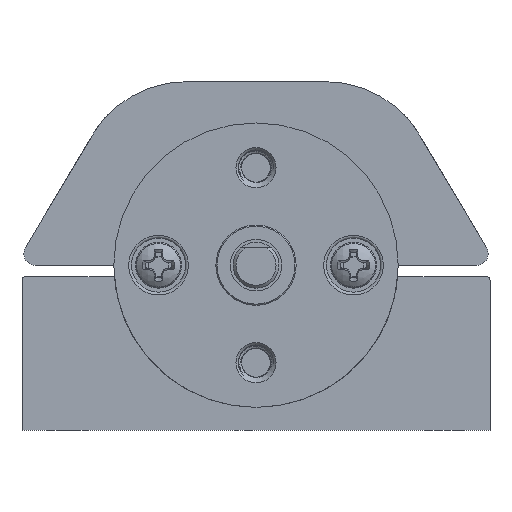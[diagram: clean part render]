
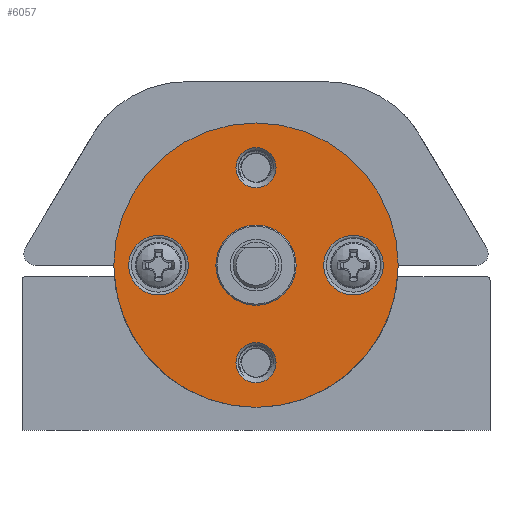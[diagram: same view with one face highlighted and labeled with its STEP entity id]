
A CAD part, front view. The second image highlights one B-rep face of the part: STEP entity #6057.
In plain terms, the highlighted face is planar.
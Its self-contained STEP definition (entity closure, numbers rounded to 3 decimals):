
#569=FACE_BOUND('',#1978,.T.);
#570=FACE_BOUND('',#1979,.T.);
#571=FACE_BOUND('',#1980,.T.);
#572=FACE_BOUND('',#1981,.T.);
#573=FACE_BOUND('',#1982,.T.);
#619=PLANE('',#6451);
#1652=FACE_OUTER_BOUND('',#1977,.T.);
#1977=EDGE_LOOP('',(#4506));
#1978=EDGE_LOOP('',(#4507));
#1979=EDGE_LOOP('',(#4508));
#1980=EDGE_LOOP('',(#4509));
#1981=EDGE_LOOP('',(#4510));
#1982=EDGE_LOOP('',(#4511));
#2264=CIRCLE('',#6447,2.6);
#2268=CIRCLE('',#6452,12.4);
#2269=CIRCLE('',#6453,2.6);
#2270=CIRCLE('',#6454,1.75);
#2271=CIRCLE('',#6455,1.75);
#2272=CIRCLE('',#6456,3.5);
#2665=VERTEX_POINT('',#24851);
#2668=VERTEX_POINT('',#24859);
#2669=VERTEX_POINT('',#24861);
#2670=VERTEX_POINT('',#24863);
#2671=VERTEX_POINT('',#24865);
#2672=VERTEX_POINT('',#24867);
#3419=EDGE_CURVE('',#2665,#2665,#2264,.T.);
#3423=EDGE_CURVE('',#2668,#2668,#2268,.T.);
#3424=EDGE_CURVE('',#2669,#2669,#2269,.T.);
#3425=EDGE_CURVE('',#2670,#2670,#2270,.T.);
#3426=EDGE_CURVE('',#2671,#2671,#2271,.T.);
#3427=EDGE_CURVE('',#2672,#2672,#2272,.T.);
#4506=ORIENTED_EDGE('',*,*,#3423,.T.);
#4507=ORIENTED_EDGE('',*,*,#3424,.F.);
#4508=ORIENTED_EDGE('',*,*,#3425,.T.);
#4509=ORIENTED_EDGE('',*,*,#3426,.T.);
#4510=ORIENTED_EDGE('',*,*,#3427,.F.);
#4511=ORIENTED_EDGE('',*,*,#3419,.F.);
#6057=ADVANCED_FACE('',(#1652,#569,#570,#571,#572,#573),#619,.T.);
#6447=AXIS2_PLACEMENT_3D('',#24852,#7152,#7153);
#6451=AXIS2_PLACEMENT_3D('',#24858,#7160,#7161);
#6452=AXIS2_PLACEMENT_3D('',#24860,#7162,#7163);
#6453=AXIS2_PLACEMENT_3D('',#24862,#7164,#7165);
#6454=AXIS2_PLACEMENT_3D('',#24864,#7166,#7167);
#6455=AXIS2_PLACEMENT_3D('',#24866,#7168,#7169);
#6456=AXIS2_PLACEMENT_3D('',#24868,#7170,#7171);
#7152=DIRECTION('center_axis',(0.,1.,0.));
#7153=DIRECTION('ref_axis',(0.,0.,-1.));
#7160=DIRECTION('center_axis',(0.,1.,0.));
#7161=DIRECTION('ref_axis',(0.,0.,1.));
#7162=DIRECTION('center_axis',(0.,1.,0.));
#7163=DIRECTION('ref_axis',(1.,0.,0.));
#7164=DIRECTION('center_axis',(0.,1.,0.));
#7165=DIRECTION('ref_axis',(0.,0.,-1.));
#7166=DIRECTION('center_axis',(0.,-1.,0.));
#7167=DIRECTION('ref_axis',(0.,0.,-1.));
#7168=DIRECTION('center_axis',(0.,-1.,0.));
#7169=DIRECTION('ref_axis',(0.,0.,1.));
#7170=DIRECTION('center_axis',(0.,1.,0.));
#7171=DIRECTION('ref_axis',(1.,0.,0.));
#24851=CARTESIAN_POINT('',(8.5,23.,2.6));
#24852=CARTESIAN_POINT('Origin',(8.5,23.,0.));
#24858=CARTESIAN_POINT('Origin',(-3.5,23.,0.));
#24859=CARTESIAN_POINT('',(12.4,23.,0.));
#24860=CARTESIAN_POINT('Origin',(0.,23.,0.));
#24861=CARTESIAN_POINT('',(-8.5,23.,2.6));
#24862=CARTESIAN_POINT('Origin',(-8.5,23.,0.));
#24863=CARTESIAN_POINT('',(0.,23.,-6.75));
#24864=CARTESIAN_POINT('Origin',(0.,23.,-8.5));
#24865=CARTESIAN_POINT('',(0.,23.,6.75));
#24866=CARTESIAN_POINT('Origin',(0.,23.,8.5));
#24867=CARTESIAN_POINT('',(3.5,23.,0.));
#24868=CARTESIAN_POINT('Origin',(0.,23.,0.));
